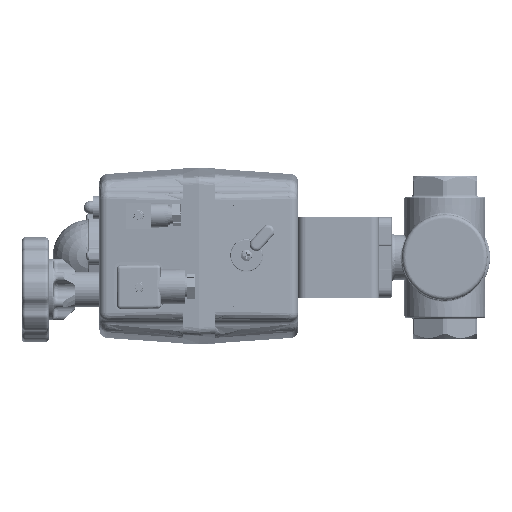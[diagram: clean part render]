
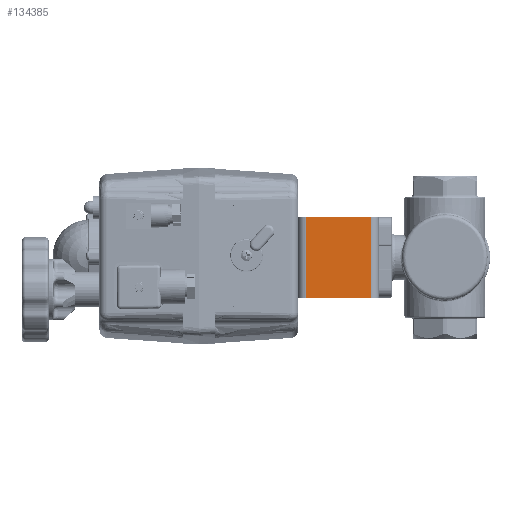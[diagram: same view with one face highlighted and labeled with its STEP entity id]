
A CAD part, left-side view. The second image highlights one B-rep face of the part: STEP entity #134385.
In plain terms, the highlighted planar face has unit normal (-1, 0, 0).
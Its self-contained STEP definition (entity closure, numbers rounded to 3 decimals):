
#5855 = VECTOR ( 'NONE', #43135, 1000. ) ;
#30199 = VECTOR ( 'NONE', #63649, 1000. ) ;
#30235 = VECTOR ( 'NONE', #63732, 1000. ) ;
#43117 = LINE ( 'NONE', #43133, #5855 ) ;
#43133 = CARTESIAN_POINT ( 'NONE',  ( -30., 46., 25. ) ) ;
#43135 = DIRECTION ( 'NONE',  ( 0., -1., 0. ) ) ;
#63543 = CARTESIAN_POINT ( 'NONE',  ( -30., 46., -25. ) ) ;
#63597 = LINE ( 'NONE', #63543, #93707 ) ;
#63604 = DIRECTION ( 'NONE',  ( 0., -1., 0. ) ) ;
#63642 = LINE ( 'NONE', #63646, #30199 ) ;
#63646 = CARTESIAN_POINT ( 'NONE',  ( -30., 46., 25. ) ) ;
#63649 = DIRECTION ( 'NONE',  ( 0., 0., -1. ) ) ;
#63723 = LINE ( 'NONE', #63728, #30235 ) ;
#63728 = CARTESIAN_POINT ( 'NONE',  ( -30., 86., 25. ) ) ;
#63732 = DIRECTION ( 'NONE',  ( 0., 0., -1. ) ) ;
#93707 = VECTOR ( 'NONE', #63604, 1000. ) ;
#111790 = AXIS2_PLACEMENT_3D ( 'NONE', #128431, #128432, #128433 ) ;
#128417 = FACE_OUTER_BOUND ( 'NONE', #190620, .T. ) ;
#128418 = PLANE ( 'NONE',  #111790 ) ;
#128431 = CARTESIAN_POINT ( 'NONE',  ( -30., 46., 25. ) ) ;
#128432 = DIRECTION ( 'NONE',  ( 1., 0., 0. ) ) ;
#128433 = DIRECTION ( 'NONE',  ( 0., 0., -1. ) ) ;
#131219 = EDGE_CURVE ( 'NONE', #183039, #183045, #63597, .T. ) ;
#131231 = EDGE_CURVE ( 'NONE', #183055, #183045, #63642, .T. ) ;
#131252 = EDGE_CURVE ( 'NONE', #183051, #183039, #63723, .T. ) ;
#134385 = ADVANCED_FACE ( 'NONE', ( #128417 ), #128418, .F. ) ;
#137773 = EDGE_CURVE ( 'NONE', #183051, #183055, #43117, .T. ) ;
#178188 = ORIENTED_EDGE ( 'NONE', *, *, #131252, .T. ) ;
#178194 = ORIENTED_EDGE ( 'NONE', *, *, #137773, .F. ) ;
#178199 = ORIENTED_EDGE ( 'NONE', *, *, #131231, .F. ) ;
#178205 = ORIENTED_EDGE ( 'NONE', *, *, #131219, .T. ) ;
#183039 = VERTEX_POINT ( 'NONE', #208915 ) ;
#183045 = VERTEX_POINT ( 'NONE', #208919 ) ;
#183051 = VERTEX_POINT ( 'NONE', #208922 ) ;
#183055 = VERTEX_POINT ( 'NONE', #208924 ) ;
#190620 = EDGE_LOOP ( 'NONE', ( #178205, #178199, #178194, #178188 ) ) ;
#208915 = CARTESIAN_POINT ( 'NONE',  ( -30., 86., -25. ) ) ;
#208919 = CARTESIAN_POINT ( 'NONE',  ( -30., 46., -25. ) ) ;
#208922 = CARTESIAN_POINT ( 'NONE',  ( -30., 86., 25. ) ) ;
#208924 = CARTESIAN_POINT ( 'NONE',  ( -30., 46., 25. ) ) ;
